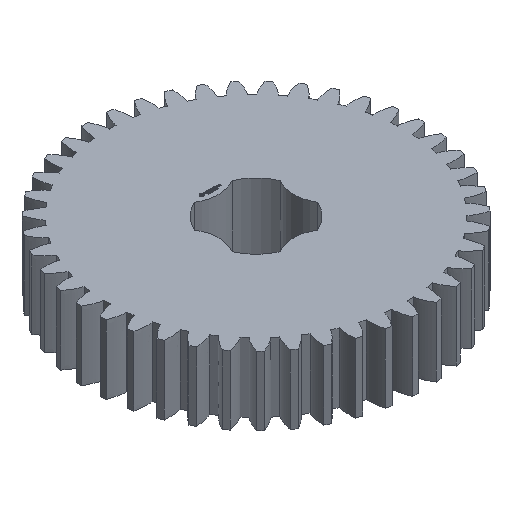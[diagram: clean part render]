
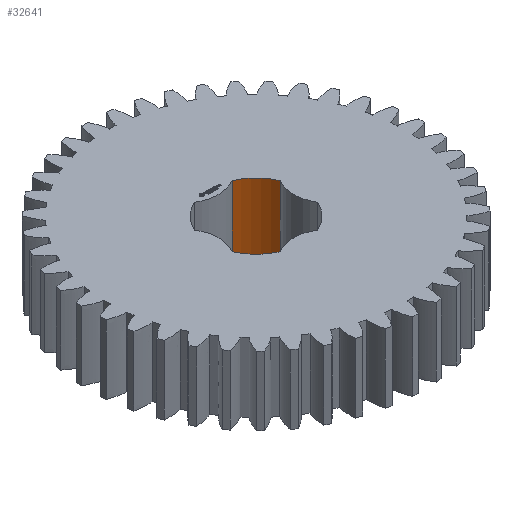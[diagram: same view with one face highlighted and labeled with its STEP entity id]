
A CAD part, isometric view. The second image highlights one B-rep face of the part: STEP entity #32641.
In plain terms, the highlighted cylindrical face has radius 6.35 mm (diameter 12.7 mm), a partial arc.
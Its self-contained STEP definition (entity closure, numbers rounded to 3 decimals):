
#93 = PLANE('',#94);
#94 = AXIS2_PLACEMENT_3D('',#95,#96,#97);
#95 = CARTESIAN_POINT('',(0.,0.,9.375)
  );
#96 = DIRECTION('',(0.,0.,1.));
#97 = DIRECTION('',(1.,0.,0.));
#168 = PLANE('',#169);
#169 = AXIS2_PLACEMENT_3D('',#170,#171,#172);
#170 = CARTESIAN_POINT('',(0.,0.,0.));
#171 = DIRECTION('',(0.,0.,1.));
#172 = DIRECTION('',(1.,0.,0.));
#10116 = VERTEX_POINT('',#10117);
#10117 = CARTESIAN_POINT('',(2.55,5.816,0.));
#10132 = CYLINDRICAL_SURFACE('',#10133,4.9);
#10133 = AXIS2_PLACEMENT_3D('',#10134,#10135,#10136);
#10134 = CARTESIAN_POINT('',(0.,10.,0.));
#10135 = DIRECTION('',(0.,-0.,-1.));
#10136 = DIRECTION('',(0.707,0.707,0.));
#10144 = EDGE_CURVE('',#10145,#10116,#10147,.T.);
#10145 = VERTEX_POINT('',#10146);
#10146 = CARTESIAN_POINT('',(5.816,2.55,0.));
#10147 = SURFACE_CURVE('',#10148,(#10153,#10160),.PCURVE_S1.);
#10148 = CIRCLE('',#10149,6.35);
#10149 = AXIS2_PLACEMENT_3D('',#10150,#10151,#10152);
#10150 = CARTESIAN_POINT('',(0.,0.,0.));
#10151 = DIRECTION('',(0.,-0.,1.));
#10152 = DIRECTION('',(0.707,0.707,0.));
#10153 = PCURVE('',#168,#10154);
#10154 = DEFINITIONAL_REPRESENTATION('',(#10155),#10159);
#10155 = CIRCLE('',#10156,6.35);
#10156 = AXIS2_PLACEMENT_2D('',#10157,#10158);
#10157 = CARTESIAN_POINT('',(0.,0.));
#10158 = DIRECTION('',(0.707,0.707));
#10159 = ( GEOMETRIC_REPRESENTATION_CONTEXT(2) 
PARAMETRIC_REPRESENTATION_CONTEXT() REPRESENTATION_CONTEXT('2D SPACE',''
  ) );
#10160 = PCURVE('',#10161,#10166);
#10161 = CYLINDRICAL_SURFACE('',#10162,6.35);
#10162 = AXIS2_PLACEMENT_3D('',#10163,#10164,#10165);
#10163 = CARTESIAN_POINT('',(0.,0.,0.));
#10164 = DIRECTION('',(0.,-0.,-1.));
#10165 = DIRECTION('',(0.707,0.707,0.));
#10166 = DEFINITIONAL_REPRESENTATION('',(#10167),#10171);
#10167 = LINE('',#10168,#10169);
#10168 = CARTESIAN_POINT('',(-0.,0.));
#10169 = VECTOR('',#10170,1.);
#10170 = DIRECTION('',(-1.,0.));
#10171 = ( GEOMETRIC_REPRESENTATION_CONTEXT(2) 
PARAMETRIC_REPRESENTATION_CONTEXT() REPRESENTATION_CONTEXT('2D SPACE',''
  ) );
#10190 = CYLINDRICAL_SURFACE('',#10191,4.9);
#10191 = AXIS2_PLACEMENT_3D('',#10192,#10193,#10194);
#10192 = CARTESIAN_POINT('',(10.,0.,0.));
#10193 = DIRECTION('',(0.,-0.,-1.));
#10194 = DIRECTION('',(0.707,0.707,0.));
#17260 = VERTEX_POINT('',#17261);
#17261 = CARTESIAN_POINT('',(2.55,5.816,9.375));
#17283 = EDGE_CURVE('',#17284,#17260,#17286,.T.);
#17284 = VERTEX_POINT('',#17285);
#17285 = CARTESIAN_POINT('',(5.816,2.55,9.375));
#17286 = SURFACE_CURVE('',#17287,(#17292,#17299),.PCURVE_S1.);
#17287 = CIRCLE('',#17288,6.35);
#17288 = AXIS2_PLACEMENT_3D('',#17289,#17290,#17291);
#17289 = CARTESIAN_POINT('',(0.,0.,9.375
    ));
#17290 = DIRECTION('',(0.,-0.,1.));
#17291 = DIRECTION('',(0.707,0.707,0.));
#17292 = PCURVE('',#93,#17293);
#17293 = DEFINITIONAL_REPRESENTATION('',(#17294),#17298);
#17294 = CIRCLE('',#17295,6.35);
#17295 = AXIS2_PLACEMENT_2D('',#17296,#17297);
#17296 = CARTESIAN_POINT('',(0.,0.));
#17297 = DIRECTION('',(0.707,0.707));
#17298 = ( GEOMETRIC_REPRESENTATION_CONTEXT(2) 
PARAMETRIC_REPRESENTATION_CONTEXT() REPRESENTATION_CONTEXT('2D SPACE',''
  ) );
#17299 = PCURVE('',#10161,#17300);
#17300 = DEFINITIONAL_REPRESENTATION('',(#17301),#17305);
#17301 = LINE('',#17302,#17303);
#17302 = CARTESIAN_POINT('',(-0.,-9.375));
#17303 = VECTOR('',#17304,1.);
#17304 = DIRECTION('',(-1.,0.));
#17305 = ( GEOMETRIC_REPRESENTATION_CONTEXT(2) 
PARAMETRIC_REPRESENTATION_CONTEXT() REPRESENTATION_CONTEXT('2D SPACE',''
  ) );
#32618 = EDGE_CURVE('',#10145,#17284,#32619,.T.);
#32619 = SURFACE_CURVE('',#32620,(#32624,#32631),.PCURVE_S1.);
#32620 = LINE('',#32621,#32622);
#32621 = CARTESIAN_POINT('',(5.816,2.55,0.));
#32622 = VECTOR('',#32623,1.);
#32623 = DIRECTION('',(0.,0.,1.));
#32624 = PCURVE('',#10190,#32625);
#32625 = DEFINITIONAL_REPRESENTATION('',(#32626),#32630);
#32626 = LINE('',#32627,#32628);
#32627 = CARTESIAN_POINT('',(-1.809,0.));
#32628 = VECTOR('',#32629,1.);
#32629 = DIRECTION('',(-0.,-1.));
#32630 = ( GEOMETRIC_REPRESENTATION_CONTEXT(2) 
PARAMETRIC_REPRESENTATION_CONTEXT() REPRESENTATION_CONTEXT('2D SPACE',''
  ) );
#32631 = PCURVE('',#10161,#32632);
#32632 = DEFINITIONAL_REPRESENTATION('',(#32633),#32637);
#32633 = LINE('',#32634,#32635);
#32634 = CARTESIAN_POINT('',(-5.911,0.));
#32635 = VECTOR('',#32636,1.);
#32636 = DIRECTION('',(-0.,-1.));
#32637 = ( GEOMETRIC_REPRESENTATION_CONTEXT(2) 
PARAMETRIC_REPRESENTATION_CONTEXT() REPRESENTATION_CONTEXT('2D SPACE',''
  ) );
#32641 = ADVANCED_FACE('',(#32642),#10161,.F.);
#32642 = FACE_BOUND('',#32643,.T.);
#32643 = EDGE_LOOP('',(#32644,#32645,#32646,#32667));
#32644 = ORIENTED_EDGE('',*,*,#32618,.T.);
#32645 = ORIENTED_EDGE('',*,*,#17283,.T.);
#32646 = ORIENTED_EDGE('',*,*,#32647,.F.);
#32647 = EDGE_CURVE('',#10116,#17260,#32648,.T.);
#32648 = SURFACE_CURVE('',#32649,(#32653,#32660),.PCURVE_S1.);
#32649 = LINE('',#32650,#32651);
#32650 = CARTESIAN_POINT('',(2.55,5.816,0.));
#32651 = VECTOR('',#32652,1.);
#32652 = DIRECTION('',(0.,0.,1.));
#32653 = PCURVE('',#10161,#32654);
#32654 = DEFINITIONAL_REPRESENTATION('',(#32655),#32659);
#32655 = LINE('',#32656,#32657);
#32656 = CARTESIAN_POINT('',(-6.655,0.));
#32657 = VECTOR('',#32658,1.);
#32658 = DIRECTION('',(-0.,-1.));
#32659 = ( GEOMETRIC_REPRESENTATION_CONTEXT(2) 
PARAMETRIC_REPRESENTATION_CONTEXT() REPRESENTATION_CONTEXT('2D SPACE',''
  ) );
#32660 = PCURVE('',#10132,#32661);
#32661 = DEFINITIONAL_REPRESENTATION('',(#32662),#32666);
#32662 = LINE('',#32663,#32664);
#32663 = CARTESIAN_POINT('',(-4.474,0.));
#32664 = VECTOR('',#32665,1.);
#32665 = DIRECTION('',(-0.,-1.));
#32666 = ( GEOMETRIC_REPRESENTATION_CONTEXT(2) 
PARAMETRIC_REPRESENTATION_CONTEXT() REPRESENTATION_CONTEXT('2D SPACE',''
  ) );
#32667 = ORIENTED_EDGE('',*,*,#10144,.F.);
